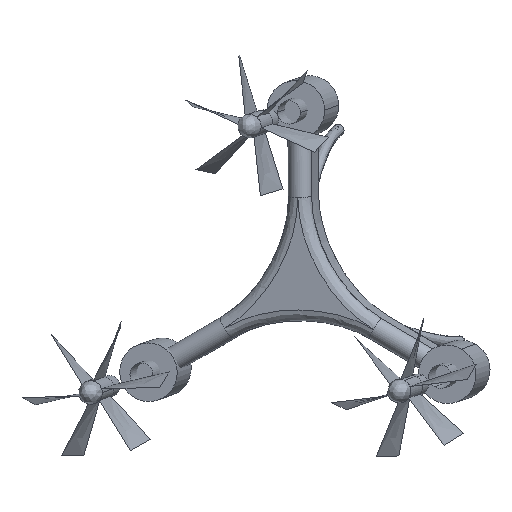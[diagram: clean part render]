
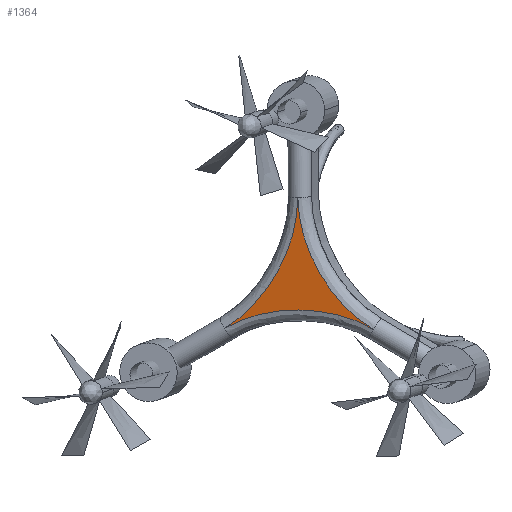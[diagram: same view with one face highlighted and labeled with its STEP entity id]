
A CAD part, top view. The second image highlights one B-rep face of the part: STEP entity #1364.
In plain terms, the highlighted face is planar.
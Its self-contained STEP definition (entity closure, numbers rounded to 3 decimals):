
#978=CARTESIAN_POINT('Vertex',(-64.952,-37.5,25.)) ;
#1063=CARTESIAN_POINT('Control Point',(-64.952,-37.5,25.)) ;
#1064=CARTESIAN_POINT('Control Point',(-51.953,-29.995,25.)) ;
#1065=CARTESIAN_POINT('Control Point',(-37.607,-24.821,25.)) ;
#1066=CARTESIAN_POINT('Control Point',(-22.575,-21.84,25.)) ;
#1067=CARTESIAN_POINT('Control Point',(4.567,-19.776,25.)) ;
#1068=CARTESIAN_POINT('Control Point',(31.459,-23.884,25.)) ;
#1069=CARTESIAN_POINT('Control Point',(43.261,-26.972,25.)) ;
#1070=CARTESIAN_POINT('Control Point',(54.538,-31.488,25.)) ;
#1071=CARTESIAN_POINT('Control Point',(64.952,-37.5,25.)) ;
#1072=CARTESIAN_POINT('Vertex',(64.952,-37.5,25.)) ;
#1165=CARTESIAN_POINT('Vertex',(0.,75.,25.)) ;
#1169=CARTESIAN_POINT('Control Point',(-64.952,-37.5,25.)) ;
#1170=CARTESIAN_POINT('Control Point',(-51.953,-29.995,25.)) ;
#1171=CARTESIAN_POINT('Control Point',(-40.3,-20.158,25.)) ;
#1172=CARTESIAN_POINT('Control Point',(-30.201,-8.631,25.)) ;
#1173=CARTESIAN_POINT('Control Point',(-14.843,13.843,25.)) ;
#1174=CARTESIAN_POINT('Control Point',(-4.955,39.186,25.)) ;
#1175=CARTESIAN_POINT('Control Point',(-1.728,50.951,25.)) ;
#1176=CARTESIAN_POINT('Control Point',(0.,62.975,25.)) ;
#1177=CARTESIAN_POINT('Control Point',(0.,75.,25.)) ;
#1265=CARTESIAN_POINT('Control Point',(64.952,-37.5,25.)) ;
#1266=CARTESIAN_POINT('Control Point',(51.953,-29.995,25.)) ;
#1267=CARTESIAN_POINT('Control Point',(40.3,-20.158,25.)) ;
#1268=CARTESIAN_POINT('Control Point',(30.201,-8.631,25.)) ;
#1269=CARTESIAN_POINT('Control Point',(14.843,13.843,25.)) ;
#1270=CARTESIAN_POINT('Control Point',(4.955,39.186,25.)) ;
#1271=CARTESIAN_POINT('Control Point',(1.728,50.951,25.)) ;
#1272=CARTESIAN_POINT('Control Point',(0.,62.975,25.)) ;
#1273=CARTESIAN_POINT('Control Point',(0.,75.,25.)) ;
#1354=CARTESIAN_POINT('Axis2P3D Location',(0.,0.,25.)) ;
#1355=DIRECTION('Axis2P3D Direction',(-0.,0.,1.)) ;
#1356=DIRECTION('Axis2P3D XDirection',(0.,1.,0.)) ;
#1357=AXIS2_PLACEMENT_3D('Plane Axis2P3D',#1354,#1355,#1356) ;
#1360=ORIENTED_EDGE('',*,*,#1274,.F.) ;
#1361=ORIENTED_EDGE('',*,*,#1074,.F.) ;
#1362=ORIENTED_EDGE('',*,*,#1178,.F.) ;
#1364=ADVANCED_FACE('Join.1',(#1363),#1358,.F.) ;
#1062=B_SPLINE_CURVE_WITH_KNOTS('',5,(#1063,#1064,#1065,#1066,#1067,#1068,#1069,#1070,#1071),.UNSPECIFIED.,.F.,.U.,(6,3,6),(0.,71.405,128.607),.UNSPECIFIED.) ;
#1168=B_SPLINE_CURVE_WITH_KNOTS('',5,(#1169,#1170,#1171,#1172,#1173,#1174,#1175,#1176,#1177),.UNSPECIFIED.,.F.,.U.,(6,3,6),(0.,71.405,128.607),.UNSPECIFIED.) ;
#1264=B_SPLINE_CURVE_WITH_KNOTS('',5,(#1265,#1266,#1267,#1268,#1269,#1270,#1271,#1272,#1273),.UNSPECIFIED.,.F.,.U.,(6,3,6),(0.,71.405,128.607),.UNSPECIFIED.) ;
#1074=EDGE_CURVE('',#979,#1073,#1062,.T.) ;
#1178=EDGE_CURVE('',#1166,#979,#1168,.F.) ;
#1274=EDGE_CURVE('',#1073,#1166,#1264,.T.) ;
#1359=EDGE_LOOP('',(#1360,#1361,#1362)) ;
#1363=FACE_OUTER_BOUND('',#1359,.T.) ;
#1358=PLANE('',#1357) ;
#979=VERTEX_POINT('',#978) ;
#1073=VERTEX_POINT('',#1072) ;
#1166=VERTEX_POINT('',#1165) ;
